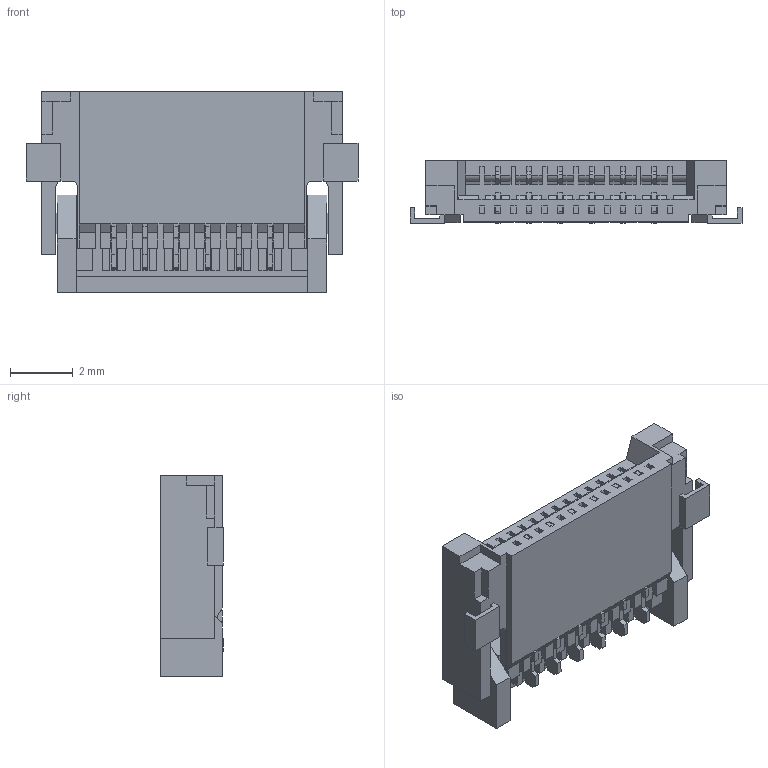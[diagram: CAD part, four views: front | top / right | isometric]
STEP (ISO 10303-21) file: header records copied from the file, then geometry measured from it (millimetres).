
FILE_DESCRIPTION(/* description */ (''),/* implementation_level */ '2;1');
FILE_NAME(/* name */ 'XF3.step',/* time_stamp */ '2019-12-06T10:35:07-08:00',/* author */ (''),/* organization */ (''),/* preprocessor_version */ 'ST-DEVELOPER v18',/* originating_system */ 'Autodesk Translation Framework v8.12.0.6',/* authorisation */ '');
FILE_SCHEMA (('AUTOMOTIVE_DESIGN { 1 0 10303 214 3 1 1 }'));
Length unit declared in the file: millimetre
Products named in the file (1): XF3M_1__0615_1B
Bounding box: 10.6 x 2 x 6.4 mm (x, y, z)
Volume: 75.9 mm3; surface area: 340.7 mm2
Topology: 1 solids, 1 shells, 667 faces, 1859 edges, 1212 vertices
Faces by surface type: plane 643, cylinder 24
Entity records: 20926 total; most frequent: CARTESIAN_POINT 3739, ORIENTED_EDGE 3718, DIRECTION 3243, EDGE_CURVE 1859, LINE 1811, VECTOR 1811, VERTEX_POINT 1212, AXIS2_PLACEMENT_3D 716
